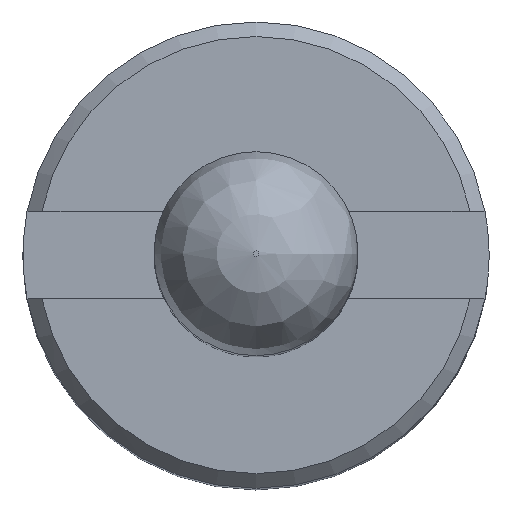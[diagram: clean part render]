
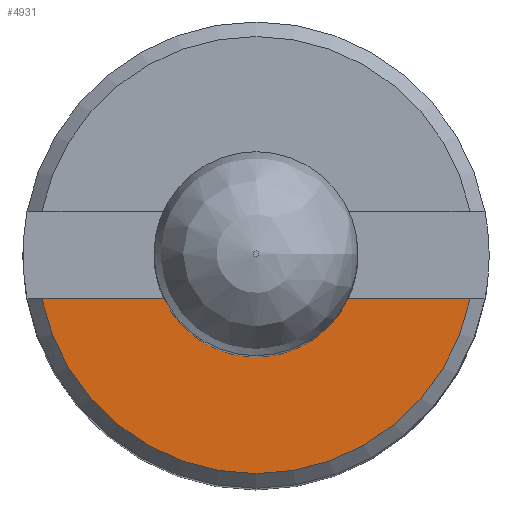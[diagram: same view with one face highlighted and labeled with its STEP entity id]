
A CAD part, top view. The second image highlights one B-rep face of the part: STEP entity #4931.
In plain terms, the highlighted face is planar.
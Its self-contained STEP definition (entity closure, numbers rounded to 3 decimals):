
#114=PLANE('',#5198);
#236=CIRCLE('',#5199,7.5);
#237=CIRCLE('',#5200,3.5);
#522=FACE_OUTER_BOUND('',#808,.T.);
#808=EDGE_LOOP('',(#4221,#4222,#4223,#4224));
#1109=LINE('',#12025,#1415);
#1115=LINE('',#12045,#1421);
#1415=VECTOR('',#5870,10.);
#1421=VECTOR('',#5878,10.);
#2155=VERTEX_POINT('',#12021);
#2157=VERTEX_POINT('',#12024);
#2161=VERTEX_POINT('',#12035);
#2164=VERTEX_POINT('',#12041);
#2837=EDGE_CURVE('',#2157,#2155,#1109,.T.);
#2845=EDGE_CURVE('',#2161,#2164,#1115,.T.);
#2868=EDGE_CURVE('',#2164,#2157,#236,.T.);
#2869=EDGE_CURVE('',#2161,#2155,#237,.T.);
#4221=ORIENTED_EDGE('',*,*,#2845,.T.);
#4222=ORIENTED_EDGE('',*,*,#2868,.T.);
#4223=ORIENTED_EDGE('',*,*,#2837,.T.);
#4224=ORIENTED_EDGE('',*,*,#2869,.F.);
#4931=ADVANCED_FACE('',(#522),#114,.T.);
#5198=AXIS2_PLACEMENT_3D('',#12091,#5922,#5923);
#5199=AXIS2_PLACEMENT_3D('',#12092,#5924,#5925);
#5200=AXIS2_PLACEMENT_3D('',#12093,#5926,#5927);
#5870=DIRECTION('',(0.,1.,0.));
#5878=DIRECTION('',(0.,1.,0.));
#5922=DIRECTION('center_axis',(1.,0.,0.));
#5923=DIRECTION('ref_axis',(0.,0.,-1.));
#5924=DIRECTION('center_axis',(1.,0.,0.));
#5925=DIRECTION('ref_axis',(0.,1.,0.));
#5926=DIRECTION('center_axis',(1.,0.,0.));
#5927=DIRECTION('ref_axis',(0.,1.,0.));
#12021=CARTESIAN_POINT('',(150.,-3.162,1.5));
#12024=CARTESIAN_POINT('',(150.,-7.348,1.5));
#12025=CARTESIAN_POINT('',(150.,6.923,1.5));
#12035=CARTESIAN_POINT('',(150.,3.162,1.5));
#12041=CARTESIAN_POINT('',(150.,7.348,1.5));
#12045=CARTESIAN_POINT('',(150.,6.923,1.5));
#12091=CARTESIAN_POINT('Origin',(150.,5.5,0.));
#12092=CARTESIAN_POINT('Origin',(150.,0.,0.));
#12093=CARTESIAN_POINT('Origin',(150.,0.,0.));
